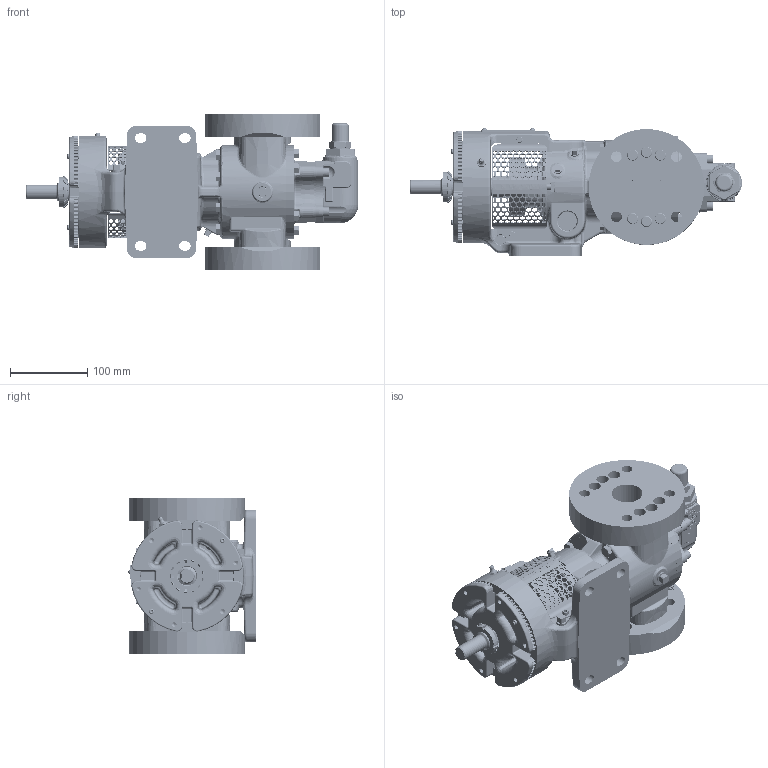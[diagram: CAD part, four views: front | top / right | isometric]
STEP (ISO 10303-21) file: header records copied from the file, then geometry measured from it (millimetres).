
FILE_DESCRIPTION (( 'STEP AP214' ), '1' );
FILE_NAME ('HV-4223.STEP', '2024-02-28T18:17:39', ( '' ), ( '' ), 'SwSTEP 2.0', 'SolidWorks 2022', '' );
FILE_SCHEMA (( 'AUTOMOTIVE_DESIGN' ));
Length unit declared in the file: inch
Products named in the file (1): HV-4223
Bounding box: 429.79 x 165 x 203.2 mm (x, y, z)
Volume: 4664916.8 mm3; surface area: 466708.8 mm2
Topology: 1 solids, 1 shells, 6809 faces, 18015 edges, 11489 vertices
Faces by surface type: bspline 2510, plane 2501, cylinder 1010, cone 568, torus 130, sphere 90
Entity records: 344985 total; most frequent: CARTESIAN_POINT 128822, ORIENTED_EDGE 35874, DIRECTION 24555, EDGE_CURVE 17937, VERTEX_POINT 11481, AXIS2_PLACEMENT_3D 8506, EDGE_LOOP 7736, VECTOR 7543
